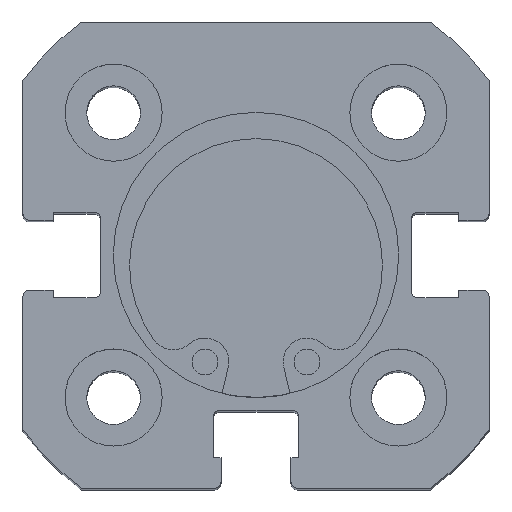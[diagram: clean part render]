
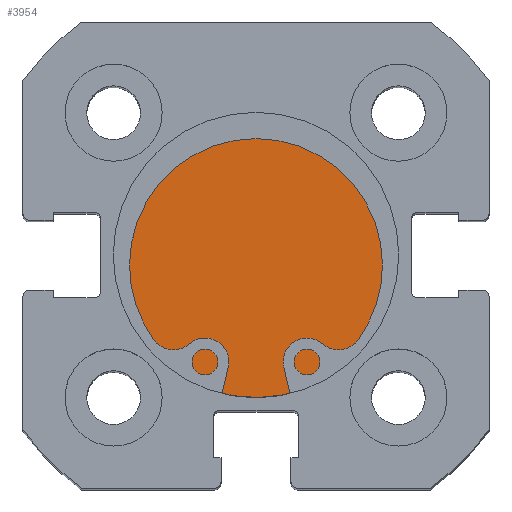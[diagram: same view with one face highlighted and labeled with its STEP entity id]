
A CAD part, top view. The second image highlights one B-rep face of the part: STEP entity #3954.
In plain terms, the highlighted face is planar.
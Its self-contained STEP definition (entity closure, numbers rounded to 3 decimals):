
#1176 = CARTESIAN_POINT ( 'NONE',  ( 6., 0., -11. ) ) ;
#1236 = VERTEX_POINT ( 'NONE', #1176 ) ;
#1435 = VERTEX_POINT ( 'NONE', #4472 ) ;
#1547 = ORIENTED_EDGE ( 'NONE', *, *, #4069, .F. ) ;
#1552 = ORIENTED_EDGE ( 'NONE', *, *, #4059, .F. ) ;
#1972 = EDGE_LOOP ( 'NONE', ( #1547, #1552 ) ) ;
#3629 = AXIS2_PLACEMENT_3D ( 'NONE', #5376, #5379, #5380 ) ;
#3689 = AXIS2_PLACEMENT_3D ( 'NONE', #5603, #5604, #5605 ) ;
#3695 = AXIS2_PLACEMENT_3D ( 'NONE', #5632, #5633, #5634 ) ;
#3954 = ADVANCED_FACE ( 'NONE', ( #4806 ), #5377, .F. ) ;
#4059 = EDGE_CURVE ( 'NONE', #1236, #1435, #4925, .T. ) ;
#4069 = EDGE_CURVE ( 'NONE', #1435, #1236, #4938, .T. ) ;
#4472 = CARTESIAN_POINT ( 'NONE',  ( 6., 0., 11. ) ) ;
#4806 = FACE_OUTER_BOUND ( 'NONE', #1972, .T. ) ;
#4925 = CIRCLE ( 'NONE', #3689, 11. ) ;
#4938 = CIRCLE ( 'NONE', #3695, 11. ) ;
#5376 = CARTESIAN_POINT ( 'NONE',  ( 6., 11., 0. ) ) ;
#5377 = PLANE ( 'NONE',  #3629 ) ;
#5379 = DIRECTION ( 'NONE',  ( -1., 0., 0. ) ) ;
#5380 = DIRECTION ( 'NONE',  ( 0., 0., 1. ) ) ;
#5603 = CARTESIAN_POINT ( 'NONE',  ( 6., 0., 0. ) ) ;
#5604 = DIRECTION ( 'NONE',  ( -1., 0., 0. ) ) ;
#5605 = DIRECTION ( 'NONE',  ( 0., 0., 1. ) ) ;
#5632 = CARTESIAN_POINT ( 'NONE',  ( 6., 0., 0. ) ) ;
#5633 = DIRECTION ( 'NONE',  ( -1., 0., 0. ) ) ;
#5634 = DIRECTION ( 'NONE',  ( 0., 0., 1. ) ) ;
